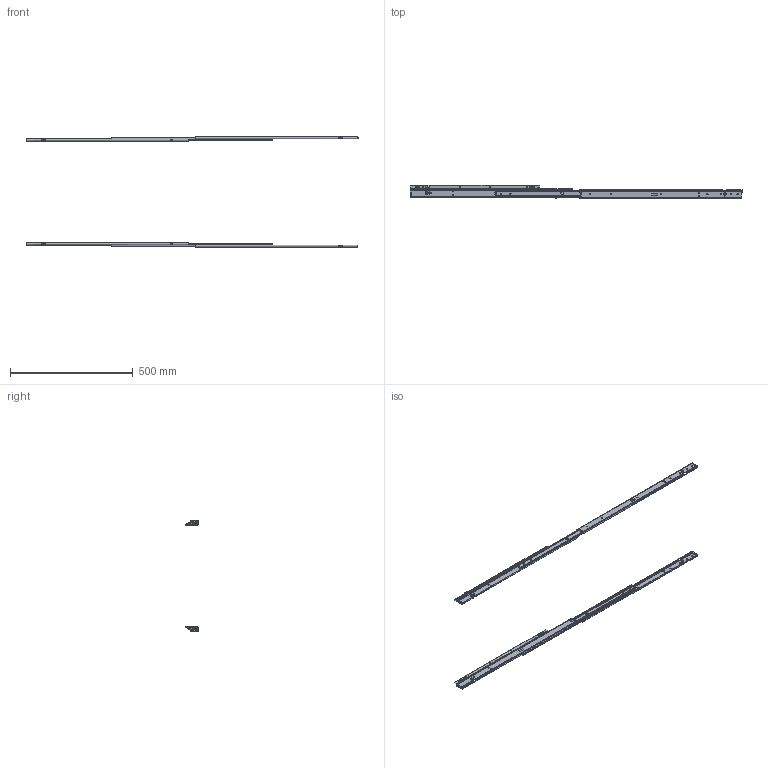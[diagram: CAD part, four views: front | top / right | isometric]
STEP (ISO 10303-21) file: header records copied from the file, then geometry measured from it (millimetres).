
FILE_DESCRIPTION (( 'STEP AP203' ), '1' );
FILE_NAME ('3533-26L　R.STEP', '2021-04-21T08:14:23', ( '' ), ( '' ), 'SwSTEP 2.0', 'SolidWorks 2019', '' );
FILE_SCHEMA (( 'CONFIG_CONTROL_DESIGN' ));
Length unit declared in the file: millimetre
Products named in the file (14): PN101; 3533-26R OM僪儘懁; PN41-3; PN26; 3533-26R IM僉儍價懁; 3533-26R OM僉儍價懁; 3533-26L OM僪儘懁; 3533-26L IM僉儍價懁; 3533-26R; 3533-26L　R; 3533-26R IM僪儘懁; 3533-26L OM僉儍價懁; PN4; 3533-26L IM僪儘懁
Assembly tree (21 placements, depth 3):
  3533-26L　R
    3533-26L OM僉儍價懁
    PN26  x2
    3533-26L IM僉儍價懁
    3533-26L IM僪儘懁
    3533-26L OM僪儘懁
    PN4
    PN101  x2
    PN41-3
    3533-26R
      3533-26R OM僉儍價懁
      PN26  x2
      3533-26R IM僉儍價懁
      3533-26R IM僪儘懁
      3533-26R OM僪儘懁
      PN4
      PN101  x2
      PN41-3
Bounding box: 1349.6 x 54.84 x 450 mm (x, y, z)
Volume: 358712.6 mm3; surface area: 494475.2 mm2
Topology: 20 solids, 20 shells, 1200 faces, 3283 edges, 2143 vertices
Faces by surface type: plane 641, cylinder 508, torus 39, bspline 12
Entity records: 35960 total; most frequent: CARTESIAN_POINT 7045, ORIENTED_EDGE 5736, DIRECTION 5682, EDGE_CURVE 2868, AXIS2_PLACEMENT_3D 1971, VERTEX_POINT 1876, VECTOR 1740, LINE 1740
